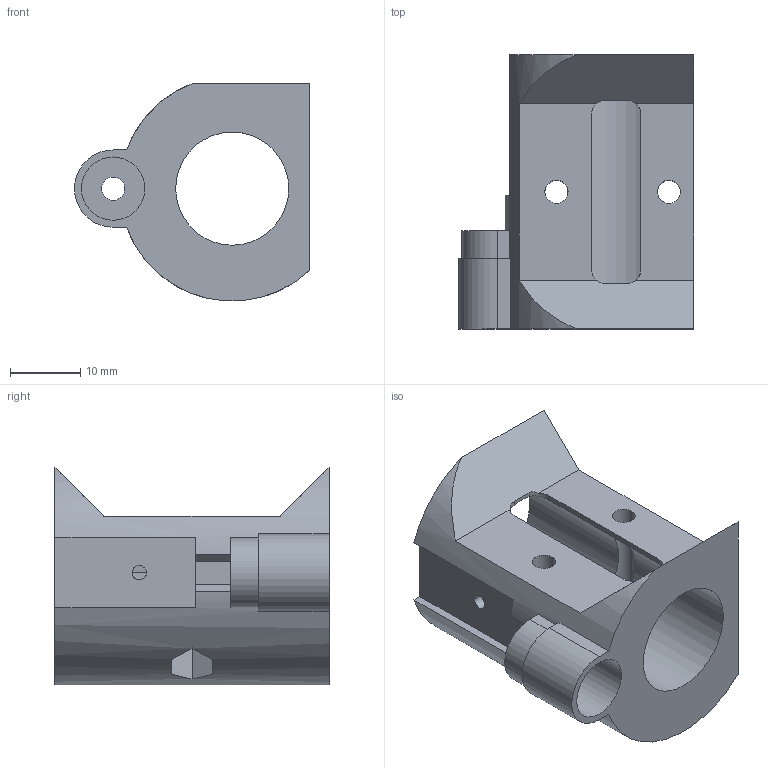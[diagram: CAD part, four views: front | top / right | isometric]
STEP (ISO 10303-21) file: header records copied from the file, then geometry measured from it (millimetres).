
FILE_DESCRIPTION((''),'2;1');
FILE_NAME('X-CARRIAGE','2013-10-07T',('CHALSPO'),('ABB Schweiz AG'),'PRO/ENGINEER BY PARAMETRIC TECHNOLOGY CORPORATION, 2011490','PRO/ENGINEER BY PARAMETRIC TECHNOLOGY CORPORATION, 2011490','');
FILE_SCHEMA(('CONFIG_CONTROL_DESIGN'));
Length unit declared in the file: millimetre
Products named in the file (1): X-CARRIAGE
Bounding box: 33.44 x 39 x 30.97 mm (x, y, z)
Volume: 14783.5 mm3; surface area: 7396.2 mm2
Topology: 1 solids, 1 shells, 63 faces, 198 edges, 142 vertices
Faces by surface type: plane 43, cylinder 20
Entity records: 2439 total; most frequent: CARTESIAN_POINT 630, ORIENTED_EDGE 380, DIRECTION 344, EDGE_CURVE 190, VERTEX_POINT 126, VECTOR 124, LINE 124, AXIS2_PLACEMENT_3D 110
